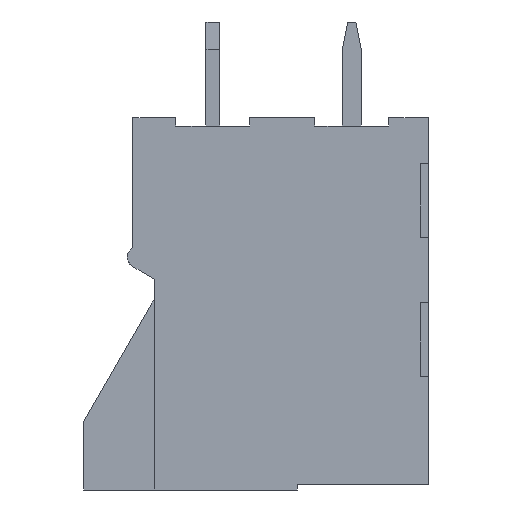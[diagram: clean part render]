
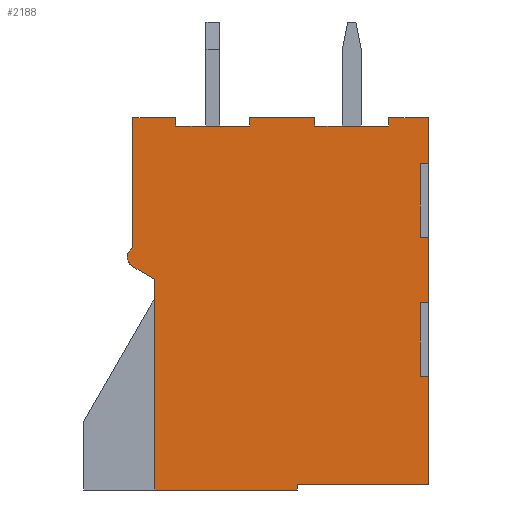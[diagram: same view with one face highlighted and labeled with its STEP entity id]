
A CAD part, front view. The second image highlights one B-rep face of the part: STEP entity #2188.
In plain terms, the highlighted planar face has unit normal (0, -1, 0).
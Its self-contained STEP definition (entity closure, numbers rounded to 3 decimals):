
#185=DIRECTION('',(0.,0.,1.));
#186=VECTOR('',#185,0.3);
#187=CARTESIAN_POINT('',(1.77,0.,-0.3));
#188=LINE('',#187,#186);
#193=DIRECTION('',(-1.,0.,0.));
#194=VECTOR('',#193,1.57);
#195=CARTESIAN_POINT('',(1.77,0.,0.));
#196=LINE('',#195,#194);
#201=DIRECTION('',(0.,0.,-1.));
#202=VECTOR('',#201,4.75);
#203=CARTESIAN_POINT('',(0.2,0.,0.));
#204=LINE('',#203,#202);
#214=CARTESIAN_POINT('',(0.396,0.,-5.094));
#215=DIRECTION('',(0.,-1.,0.));
#216=DIRECTION('',(-0.495,0.,0.869));
#217=AXIS2_PLACEMENT_3D('',#214,#215,#216);
#380=DIRECTION('',(0.,0.,-1.));
#381=VECTOR('',#380,0.2);
#382=CARTESIAN_POINT('',(6.2,0.,-13.4));
#383=LINE('',#382,#381);
#384=DIRECTION('',(-1.,0.,0.));
#385=VECTOR('',#384,5.2);
#386=CARTESIAN_POINT('',(6.2,0.,-13.6));
#387=LINE('',#386,#385);
#388=DIRECTION('',(0.,0.,1.));
#389=VECTOR('',#388,7.7);
#390=CARTESIAN_POINT('',(1.,0.,-13.6));
#391=LINE('',#390,#389);
#392=DIRECTION('',(-0.866,0.,0.5));
#393=VECTOR('',#392,0.926);
#394=CARTESIAN_POINT('',(1.,0.,-5.9));
#395=LINE('',#394,#393);
#396=DIRECTION('',(1.,0.,0.));
#397=VECTOR('',#396,2.7);
#398=CARTESIAN_POINT('',(1.77,0.,-0.3));
#399=LINE('',#398,#397);
#400=DIRECTION('',(0.,0.,1.));
#401=VECTOR('',#400,0.3);
#402=CARTESIAN_POINT('',(4.47,0.,-0.3));
#403=LINE('',#402,#401);
#404=DIRECTION('',(1.,0.,0.));
#405=VECTOR('',#404,2.38);
#406=CARTESIAN_POINT('',(4.47,0.,0.));
#407=LINE('',#406,#405);
#408=DIRECTION('',(0.,0.,-1.));
#409=VECTOR('',#408,0.3);
#410=CARTESIAN_POINT('',(6.85,0.,0.));
#411=LINE('',#410,#409);
#412=DIRECTION('',(1.,0.,0.));
#413=VECTOR('',#412,2.7);
#414=CARTESIAN_POINT('',(6.85,0.,-0.3));
#415=LINE('',#414,#413);
#416=DIRECTION('',(0.,0.,1.));
#417=VECTOR('',#416,0.3);
#418=CARTESIAN_POINT('',(9.55,0.,-0.3));
#419=LINE('',#418,#417);
#420=DIRECTION('',(1.,0.,0.));
#421=VECTOR('',#420,1.45);
#422=CARTESIAN_POINT('',(9.55,0.,0.));
#423=LINE('',#422,#421);
#424=DIRECTION('',(0.,0.,-1.));
#425=VECTOR('',#424,1.67);
#426=CARTESIAN_POINT('',(11.,0.,0.));
#427=LINE('',#426,#425);
#428=DIRECTION('',(-1.,0.,0.));
#429=VECTOR('',#428,0.3);
#430=CARTESIAN_POINT('',(11.,0.,-1.67));
#431=LINE('',#430,#429);
#432=DIRECTION('',(0.,0.,-1.));
#433=VECTOR('',#432,2.7);
#434=CARTESIAN_POINT('',(10.7,0.,-1.67));
#435=LINE('',#434,#433);
#436=DIRECTION('',(1.,0.,0.));
#437=VECTOR('',#436,0.3);
#438=CARTESIAN_POINT('',(10.7,0.,-4.37));
#439=LINE('',#438,#437);
#440=DIRECTION('',(0.,0.,-1.));
#441=VECTOR('',#440,2.38);
#442=CARTESIAN_POINT('',(11.,0.,-4.37));
#443=LINE('',#442,#441);
#444=DIRECTION('',(-1.,0.,0.));
#445=VECTOR('',#444,0.3);
#446=CARTESIAN_POINT('',(11.,0.,-6.75));
#447=LINE('',#446,#445);
#448=DIRECTION('',(0.,0.,-1.));
#449=VECTOR('',#448,2.7);
#450=CARTESIAN_POINT('',(10.7,0.,-6.75));
#451=LINE('',#450,#449);
#452=DIRECTION('',(1.,0.,0.));
#453=VECTOR('',#452,0.3);
#454=CARTESIAN_POINT('',(10.7,0.,-9.45));
#455=LINE('',#454,#453);
#456=DIRECTION('',(0.,0.,-1.));
#457=VECTOR('',#456,3.95);
#458=CARTESIAN_POINT('',(11.,0.,-9.45));
#459=LINE('',#458,#457);
#460=DIRECTION('',(-1.,0.,0.));
#461=VECTOR('',#460,4.8);
#462=CARTESIAN_POINT('',(11.,0.,-13.4));
#463=LINE('',#462,#461);
#1092=CARTESIAN_POINT('',(6.2,0.,-13.4));
#1093=CARTESIAN_POINT('',(6.2,0.,-13.6));
#1094=VERTEX_POINT('',#1092);
#1095=VERTEX_POINT('',#1093);
#1096=CARTESIAN_POINT('',(1.,0.,-13.6));
#1097=VERTEX_POINT('',#1096);
#1098=CARTESIAN_POINT('',(1.,0.,-5.9));
#1099=VERTEX_POINT('',#1098);
#1100=CARTESIAN_POINT('',(0.198,0.,-5.437));
#1101=VERTEX_POINT('',#1100);
#1102=CARTESIAN_POINT('',(0.2,0.,0.));
#1103=CARTESIAN_POINT('',(0.2,0.,-4.75));
#1104=VERTEX_POINT('',#1102);
#1105=VERTEX_POINT('',#1103);
#1106=CARTESIAN_POINT('',(1.77,0.,0.));
#1107=VERTEX_POINT('',#1106);
#1108=CARTESIAN_POINT('',(1.77,0.,-0.3));
#1109=VERTEX_POINT('',#1108);
#1110=CARTESIAN_POINT('',(4.47,0.,-0.3));
#1111=VERTEX_POINT('',#1110);
#1112=CARTESIAN_POINT('',(4.47,0.,0.));
#1113=VERTEX_POINT('',#1112);
#1114=CARTESIAN_POINT('',(6.85,0.,0.));
#1115=VERTEX_POINT('',#1114);
#1116=CARTESIAN_POINT('',(6.85,0.,-0.3));
#1117=VERTEX_POINT('',#1116);
#1118=CARTESIAN_POINT('',(9.55,0.,-0.3));
#1119=VERTEX_POINT('',#1118);
#1120=CARTESIAN_POINT('',(9.55,0.,0.));
#1121=VERTEX_POINT('',#1120);
#1122=CARTESIAN_POINT('',(11.,0.,0.));
#1123=VERTEX_POINT('',#1122);
#1124=CARTESIAN_POINT('',(11.,0.,-1.67));
#1125=VERTEX_POINT('',#1124);
#1126=CARTESIAN_POINT('',(10.7,0.,-1.67));
#1127=VERTEX_POINT('',#1126);
#1128=CARTESIAN_POINT('',(10.7,0.,-4.37));
#1129=VERTEX_POINT('',#1128);
#1130=CARTESIAN_POINT('',(11.,0.,-4.37));
#1131=VERTEX_POINT('',#1130);
#1132=CARTESIAN_POINT('',(11.,0.,-6.75));
#1133=VERTEX_POINT('',#1132);
#1134=CARTESIAN_POINT('',(10.7,0.,-6.75));
#1135=VERTEX_POINT('',#1134);
#1136=CARTESIAN_POINT('',(10.7,0.,-9.45));
#1137=VERTEX_POINT('',#1136);
#1138=CARTESIAN_POINT('',(11.,0.,-9.45));
#1139=VERTEX_POINT('',#1138);
#1140=CARTESIAN_POINT('',(11.,0.,-13.4));
#1141=VERTEX_POINT('',#1140);
#2151=CARTESIAN_POINT('',(5.5,0.,-6.8));
#2152=DIRECTION('',(0.,1.,0.));
#2153=DIRECTION('',(0.,0.,1.));
#2154=AXIS2_PLACEMENT_3D('',#2151,#2152,#2153);
#2155=PLANE('',#2154);
#2157=ORIENTED_EDGE('',*,*,#2156,.T.);
#2159=ORIENTED_EDGE('',*,*,#2158,.T.);
#2160=ORIENTED_EDGE('',*,*,#1952,.T.);
#2161=ORIENTED_EDGE('',*,*,#1938,.T.);
#2162=ORIENTED_EDGE('',*,*,#1918,.F.);
#2163=ORIENTED_EDGE('',*,*,#1901,.F.);
#2164=ORIENTED_EDGE('',*,*,#1886,.F.);
#2165=ORIENTED_EDGE('',*,*,#1871,.F.);
#2166=ORIENTED_EDGE('',*,*,#1835,.T.);
#2167=ORIENTED_EDGE('',*,*,#1820,.T.);
#2168=ORIENTED_EDGE('',*,*,#1805,.T.);
#2169=ORIENTED_EDGE('',*,*,#1790,.T.);
#2170=ORIENTED_EDGE('',*,*,#1764,.T.);
#2171=ORIENTED_EDGE('',*,*,#2146,.T.);
#2172=ORIENTED_EDGE('',*,*,#2133,.T.);
#2173=ORIENTED_EDGE('',*,*,#2070,.T.);
#2174=ORIENTED_EDGE('',*,*,#2016,.T.);
#2175=ORIENTED_EDGE('',*,*,#2031,.T.);
#2176=ORIENTED_EDGE('',*,*,#2045,.T.);
#2177=ORIENTED_EDGE('',*,*,#2065,.T.);
#2179=ORIENTED_EDGE('',*,*,#2178,.T.);
#2181=ORIENTED_EDGE('',*,*,#2180,.T.);
#2183=ORIENTED_EDGE('',*,*,#2182,.T.);
#2184=ORIENTED_EDGE('',*,*,#2058,.T.);
#2185=ORIENTED_EDGE('',*,*,#2089,.T.);
#2186=EDGE_LOOP('',(#2157,#2159,#2160,#2161,#2162,#2163,#2164,#2165,#2166,#2167,
#2168,#2169,#2170,#2171,#2172,#2173,#2174,#2175,#2176,#2177,#2179,#2181,#2183,
#2184,#2185));
#2187=FACE_OUTER_BOUND('',#2186,.F.);
#218=CIRCLE('',#217,0.396);
#1764=EDGE_CURVE('',#1117,#1119,#415,.T.);
#1790=EDGE_CURVE('',#1115,#1117,#411,.T.);
#1805=EDGE_CURVE('',#1113,#1115,#407,.T.);
#1820=EDGE_CURVE('',#1111,#1113,#403,.T.);
#1835=EDGE_CURVE('',#1109,#1111,#399,.T.);
#1871=EDGE_CURVE('',#1109,#1107,#188,.T.);
#1886=EDGE_CURVE('',#1107,#1104,#196,.T.);
#1901=EDGE_CURVE('',#1104,#1105,#204,.T.);
#1918=EDGE_CURVE('',#1105,#1101,#218,.T.);
#1938=EDGE_CURVE('',#1099,#1101,#395,.T.);
#1952=EDGE_CURVE('',#1097,#1099,#391,.T.);
#2016=EDGE_CURVE('',#1125,#1127,#431,.T.);
#2031=EDGE_CURVE('',#1127,#1129,#435,.T.);
#2045=EDGE_CURVE('',#1129,#1131,#439,.T.);
#2058=EDGE_CURVE('',#1139,#1141,#459,.T.);
#2065=EDGE_CURVE('',#1131,#1133,#443,.T.);
#2070=EDGE_CURVE('',#1123,#1125,#427,.T.);
#2089=EDGE_CURVE('',#1141,#1094,#463,.T.);
#2133=EDGE_CURVE('',#1121,#1123,#423,.T.);
#2146=EDGE_CURVE('',#1119,#1121,#419,.T.);
#2156=EDGE_CURVE('',#1094,#1095,#383,.T.);
#2158=EDGE_CURVE('',#1095,#1097,#387,.T.);
#2178=EDGE_CURVE('',#1133,#1135,#447,.T.);
#2180=EDGE_CURVE('',#1135,#1137,#451,.T.);
#2182=EDGE_CURVE('',#1137,#1139,#455,.T.);
#2188=ADVANCED_FACE('',(#2187),#2155,.F.);
